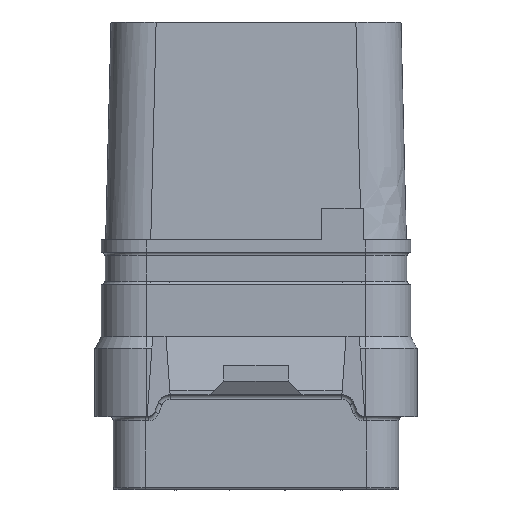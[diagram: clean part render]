
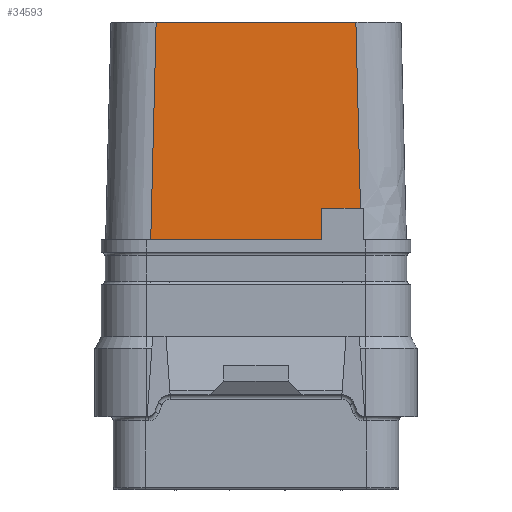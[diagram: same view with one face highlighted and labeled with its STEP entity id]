
A CAD part, top view. The second image highlights one B-rep face of the part: STEP entity #34593.
In plain terms, the highlighted planar face has unit normal (0, 0.025, 1).
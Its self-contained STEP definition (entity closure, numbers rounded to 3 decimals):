
#41=DIRECTION('',(1.,0.,0.));
#42=VECTOR('',#41,7.95);
#43=CARTESIAN_POINT('',(-4.9,7.23,6.));
#44=LINE('',#43,#42);
#85=DIRECTION('',(0.025,0.999,-0.025));
#86=VECTOR('',#85,10.126);
#87=CARTESIAN_POINT('',(-4.9,7.23,6.));
#88=LINE('',#87,#86);
#89=DIRECTION('',(-1.,0.,0.));
#90=VECTOR('',#89,1.814);
#91=CARTESIAN_POINT('',(4.864,8.68,5.964));
#92=LINE('',#91,#90);
#93=DIRECTION('',(0.,1.,-0.025));
#94=VECTOR('',#93,1.45);
#95=CARTESIAN_POINT('',(3.05,7.23,6.));
#96=LINE('',#95,#94);
#133=DIRECTION('',(-0.025,0.999,-0.025));
#134=VECTOR('',#133,8.675);
#135=CARTESIAN_POINT('',(4.864,8.68,5.964));
#136=LINE('',#135,#134);
#150=DIRECTION('',(1.,0.,0.));
#151=VECTOR('',#150,9.3);
#152=CARTESIAN_POINT('',(-4.65,17.35,5.75));
#153=LINE('',#152,#151);
#27133=CARTESIAN_POINT('',(-4.65,17.35,5.75));
#27134=VERTEX_POINT('',#27133);
#27135=CARTESIAN_POINT('',(4.65,17.35,5.75));
#27136=VERTEX_POINT('',#27135);
#27149=CARTESIAN_POINT('',(-4.9,7.23,6.));
#27150=VERTEX_POINT('',#27149);
#27227=CARTESIAN_POINT('',(3.05,7.23,6.));
#27228=VERTEX_POINT('',#27227);
#27231=CARTESIAN_POINT('',(4.864,8.68,5.964));
#27232=VERTEX_POINT('',#27231);
#28005=CARTESIAN_POINT('',(3.05,8.68,5.964));
#28006=VERTEX_POINT('',#28005);
#34576=CARTESIAN_POINT('',(0.,12.29,5.875));
#34577=DIRECTION('',(0.,0.025,1.));
#34578=DIRECTION('',(1.,0.,0.));
#34579=AXIS2_PLACEMENT_3D('',#34576,#34577,#34578);
#34580=PLANE('',#34579);
#34581=ORIENTED_EDGE('',*,*,#34517,.F.);
#34583=ORIENTED_EDGE('',*,*,#34582,.T.);
#34585=ORIENTED_EDGE('',*,*,#34584,.T.);
#34587=ORIENTED_EDGE('',*,*,#34586,.F.);
#34589=ORIENTED_EDGE('',*,*,#34588,.T.);
#34590=ORIENTED_EDGE('',*,*,#34569,.F.);
#34591=EDGE_LOOP('',(#34581,#34583,#34585,#34587,#34589,#34590));
#34592=FACE_OUTER_BOUND('',#34591,.F.);
#34593=ADVANCED_FACE('',(#34592),#34580,.T.);
#34517=EDGE_CURVE('',#27150,#27228,#44,.T.);
#34569=EDGE_CURVE('',#27228,#28006,#96,.T.);
#34582=EDGE_CURVE('',#27150,#27134,#88,.T.);
#34584=EDGE_CURVE('',#27134,#27136,#153,.T.);
#34586=EDGE_CURVE('',#27232,#27136,#136,.T.);
#34588=EDGE_CURVE('',#27232,#28006,#92,.T.);
